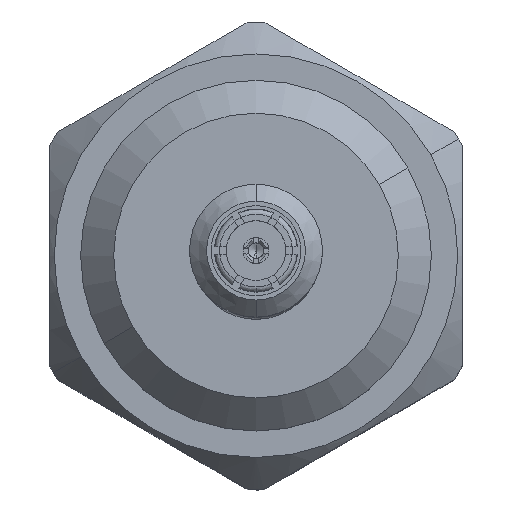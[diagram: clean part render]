
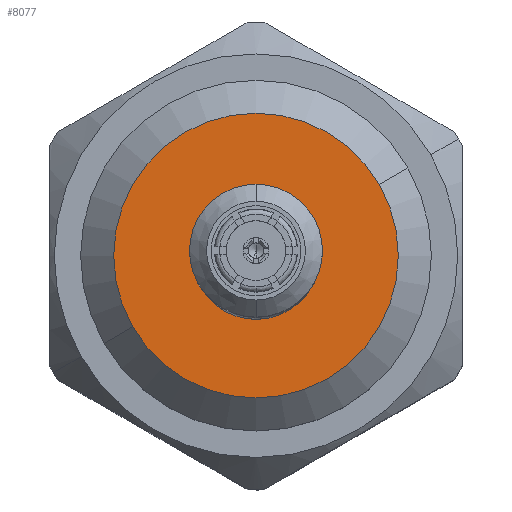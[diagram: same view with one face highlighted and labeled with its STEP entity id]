
A CAD part, top view. The second image highlights one B-rep face of the part: STEP entity #8077.
In plain terms, the highlighted face is planar.
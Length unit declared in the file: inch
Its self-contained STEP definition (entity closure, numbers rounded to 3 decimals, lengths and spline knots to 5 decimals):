
#11 = ORIENTED_EDGE ( 'NONE', *, *, #6542, .T. ) ;
#53 = CIRCLE ( 'NONE', #4395, 0.10779 ) ;
#178 = AXIS2_PLACEMENT_3D ( 'NONE', #1384, #2703, #1251 ) ;
#253 = EDGE_CURVE ( 'NONE', #1880, #7848, #1399, .T. ) ;
#560 = DIRECTION ( 'NONE',  ( 1., 0., 0. ) ) ;
#647 = DIRECTION ( 'NONE',  ( 0., 0., -1. ) ) ;
#707 = VERTEX_POINT ( 'NONE', #8272 ) ;
#851 = CARTESIAN_POINT ( 'NONE',  ( 0.38, 0., 0. ) ) ;
#1251 = DIRECTION ( 'NONE',  ( 0., 0., -1. ) ) ;
#1384 = CARTESIAN_POINT ( 'NONE',  ( 0.38, 0., 0. ) ) ;
#1399 = CIRCLE ( 'NONE', #2842, 0.0335 ) ;
#1880 = VERTEX_POINT ( 'NONE', #5210 ) ;
#2023 = CARTESIAN_POINT ( 'NONE',  ( 0.38, 0., -0.0335 ) ) ;
#2703 = DIRECTION ( 'NONE',  ( -1., 0., 0. ) ) ;
#2833 = DIRECTION ( 'NONE',  ( 1., 0., 0. ) ) ;
#2842 = AXIS2_PLACEMENT_3D ( 'NONE', #5932, #5972, #6064 ) ;
#3420 = DIRECTION ( 'NONE',  ( 0., 0., -1. ) ) ;
#3449 = DIRECTION ( 'NONE',  ( 1., 0., 0. ) ) ;
#3524 = AXIS2_PLACEMENT_3D ( 'NONE', #5349, #560, #8826 ) ;
#3615 = EDGE_LOOP ( 'NONE', ( #7368, #11 ) ) ;
#3739 = EDGE_CURVE ( 'NONE', #707, #8765, #7411, .T. ) ;
#4061 = CARTESIAN_POINT ( 'NONE',  ( 0.38, 0., -0.10779 ) ) ;
#4094 = CARTESIAN_POINT ( 'NONE',  ( 0.38, 0., 0. ) ) ;
#4256 = ORIENTED_EDGE ( 'NONE', *, *, #253, .T. ) ;
#4395 = AXIS2_PLACEMENT_3D ( 'NONE', #851, #2833, #3420 ) ;
#4893 = FACE_BOUND ( 'NONE', #5148, .T. ) ;
#5148 = EDGE_LOOP ( 'NONE', ( #7044, #4256 ) ) ;
#5210 = CARTESIAN_POINT ( 'NONE',  ( 0.38, 0., 0.0335 ) ) ;
#5349 = CARTESIAN_POINT ( 'NONE',  ( 0.38, 0., 0. ) ) ;
#5932 = CARTESIAN_POINT ( 'NONE',  ( 0.38, 0., 0. ) ) ;
#5972 = DIRECTION ( 'NONE',  ( -1., 0., 0. ) ) ;
#6064 = DIRECTION ( 'NONE',  ( 0., 0., -1. ) ) ;
#6539 = CIRCLE ( 'NONE', #178, 0.0335 ) ;
#6542 = EDGE_CURVE ( 'NONE', #8765, #707, #53, .T. ) ;
#6901 = PLANE ( 'NONE',  #7695 ) ;
#7044 = ORIENTED_EDGE ( 'NONE', *, *, #8681, .T. ) ;
#7368 = ORIENTED_EDGE ( 'NONE', *, *, #3739, .T. ) ;
#7411 = CIRCLE ( 'NONE', #3524, 0.10779 ) ;
#7553 = FACE_OUTER_BOUND ( 'NONE', #3615, .T. ) ;
#7695 = AXIS2_PLACEMENT_3D ( 'NONE', #4094, #3449, #647 ) ;
#7848 = VERTEX_POINT ( 'NONE', #2023 ) ;
#8077 = ADVANCED_FACE ( 'NONE', ( #7553, #4893 ), #6901, .T. ) ;
#8272 = CARTESIAN_POINT ( 'NONE',  ( 0.38, 0., 0.10779 ) ) ;
#8681 = EDGE_CURVE ( 'NONE', #7848, #1880, #6539, .T. ) ;
#8765 = VERTEX_POINT ( 'NONE', #4061 ) ;
#8826 = DIRECTION ( 'NONE',  ( 0., 0., -1. ) ) ;
